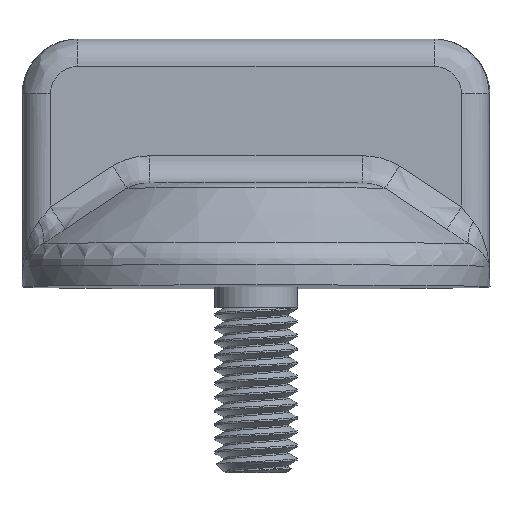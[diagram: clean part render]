
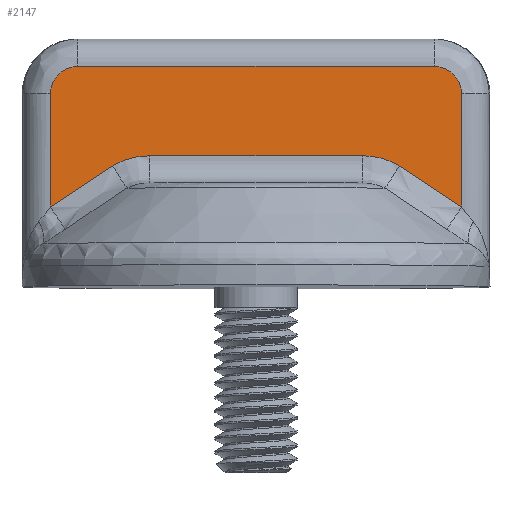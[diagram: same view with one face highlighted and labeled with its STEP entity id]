
A CAD part, left-side view. The second image highlights one B-rep face of the part: STEP entity #2147.
In plain terms, the highlighted planar face has unit normal (-1, 0, 0.009).
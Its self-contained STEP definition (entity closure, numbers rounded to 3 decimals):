
#126=PLANE('',#2277);
#232=B_SPLINE_CURVE_WITH_KNOTS('',3,(#7337,#7338,#7339,#7340),
 .UNSPECIFIED.,.F.,.F.,(4,4),(0.,0.271),
 .UNSPECIFIED.);
#234=B_SPLINE_CURVE_WITH_KNOTS('',3,(#7368,#7369,#7370,#7371),
 .UNSPECIFIED.,.F.,.F.,(4,4),(0.,0.142),
 .UNSPECIFIED.);
#236=B_SPLINE_CURVE_WITH_KNOTS('',3,(#7405,#7406,#7407,#7408),
 .UNSPECIFIED.,.F.,.F.,(4,4),(0.,0.142),.UNSPECIFIED.);
#238=B_SPLINE_CURVE_WITH_KNOTS('',3,(#7436,#7437,#7438,#7439),
 .UNSPECIFIED.,.F.,.F.,(4,4),(0.,0.271),.UNSPECIFIED.);
#243=B_SPLINE_CURVE_WITH_KNOTS('',3,(#7524,#7525,#7526,#7527,#7528),
 .UNSPECIFIED.,.F.,.F.,(4,1,4),(0.,0.09,0.157),
 .UNSPECIFIED.);
#244=B_SPLINE_CURVE_WITH_KNOTS('',3,(#7531,#7532,#7533,#7534,#7535),
 .UNSPECIFIED.,.F.,.F.,(4,1,4),(0.,0.067,
0.157),.UNSPECIFIED.);
#365=FACE_OUTER_BOUND('',#506,.T.);
#506=EDGE_LOOP('',(#1856,#1857,#1858,#1859,#1860,#1861,#1862,#1863,#1864,
#1865));
#716=LINE('',#7377,#816);
#717=LINE('',#7516,#817);
#719=LINE('',#7522,#819);
#720=LINE('',#7530,#820);
#816=VECTOR('',#2568,10.);
#817=VECTOR('',#2577,10.);
#819=VECTOR('',#2583,10.);
#820=VECTOR('',#2584,10.);
#985=VERTEX_POINT('',#7299);
#987=VERTEX_POINT('',#7330);
#989=VERTEX_POINT('',#7361);
#991=VERTEX_POINT('',#7373);
#993=VERTEX_POINT('',#7398);
#995=VERTEX_POINT('',#7429);
#1000=VERTEX_POINT('',#7515);
#1002=VERTEX_POINT('',#7521);
#1003=VERTEX_POINT('',#7523);
#1004=VERTEX_POINT('',#7529);
#1273=EDGE_CURVE('',#985,#987,#232,.T.);
#1276=EDGE_CURVE('',#987,#989,#234,.T.);
#1279=EDGE_CURVE('',#989,#991,#716,.T.);
#1282=EDGE_CURVE('',#991,#993,#236,.T.);
#1285=EDGE_CURVE('',#993,#995,#238,.T.);
#1291=EDGE_CURVE('',#995,#1000,#717,.T.);
#1294=EDGE_CURVE('',#1002,#985,#719,.T.);
#1295=EDGE_CURVE('',#1003,#1002,#243,.T.);
#1296=EDGE_CURVE('',#1004,#1003,#720,.T.);
#1297=EDGE_CURVE('',#1000,#1004,#244,.T.);
#1856=ORIENTED_EDGE('',*,*,#1285,.F.);
#1857=ORIENTED_EDGE('',*,*,#1282,.F.);
#1858=ORIENTED_EDGE('',*,*,#1279,.F.);
#1859=ORIENTED_EDGE('',*,*,#1276,.F.);
#1860=ORIENTED_EDGE('',*,*,#1273,.F.);
#1861=ORIENTED_EDGE('',*,*,#1294,.F.);
#1862=ORIENTED_EDGE('',*,*,#1295,.F.);
#1863=ORIENTED_EDGE('',*,*,#1296,.F.);
#1864=ORIENTED_EDGE('',*,*,#1297,.F.);
#1865=ORIENTED_EDGE('',*,*,#1291,.F.);
#2147=ADVANCED_FACE('',(#365),#126,.T.);
#2277=AXIS2_PLACEMENT_3D('',#7520,#2581,#2582);
#2568=DIRECTION('',(0.,1.,0.));
#2577=DIRECTION('',(0.009,0.,1.));
#2581=DIRECTION('center_axis',(-1.,0.,
0.009));
#2582=DIRECTION('ref_axis',(0.,-1.,0.));
#2583=DIRECTION('',(-0.009,0.,-1.));
#2584=DIRECTION('',(0.,-1.,0.));
#7299=CARTESIAN_POINT('',(15.005,0.268,40.758));
#7330=CARTESIAN_POINT('',(15.018,2.531,42.247));
#7337=CARTESIAN_POINT('Ctrl Pts',(15.005,0.268,40.758));
#7338=CARTESIAN_POINT('Ctrl Pts',(15.009,1.017,41.262));
#7339=CARTESIAN_POINT('Ctrl Pts',(15.014,1.769,41.761));
#7340=CARTESIAN_POINT('Ctrl Pts',(15.018,2.531,42.247));
#7361=CARTESIAN_POINT('',(15.021,3.88,42.619));
#7368=CARTESIAN_POINT('Ctrl Pts',(15.018,2.531,42.247));
#7369=CARTESIAN_POINT('Ctrl Pts',(15.02,2.93,42.5));
#7370=CARTESIAN_POINT('Ctrl Pts',(15.021,3.407,42.619));
#7371=CARTESIAN_POINT('Ctrl Pts',(15.021,3.88,42.619));
#7373=CARTESIAN_POINT('',(15.021,11.6,42.619));
#7377=CARTESIAN_POINT('',(15.021,11.909,42.619));
#7398=CARTESIAN_POINT('',(15.018,12.949,42.247));
#7405=CARTESIAN_POINT('Ctrl Pts',(15.021,11.6,42.619));
#7406=CARTESIAN_POINT('Ctrl Pts',(15.021,12.073,42.619));
#7407=CARTESIAN_POINT('Ctrl Pts',(15.02,12.55,42.5));
#7408=CARTESIAN_POINT('Ctrl Pts',(15.018,12.949,42.247));
#7429=CARTESIAN_POINT('',(15.005,15.212,40.758));
#7436=CARTESIAN_POINT('Ctrl Pts',(15.018,12.949,42.247));
#7437=CARTESIAN_POINT('Ctrl Pts',(15.014,13.71,41.761));
#7438=CARTESIAN_POINT('Ctrl Pts',(15.009,14.463,41.262));
#7439=CARTESIAN_POINT('Ctrl Pts',(15.005,15.212,40.758));
#7515=CARTESIAN_POINT('',(15.041,15.212,44.869));
#7516=CARTESIAN_POINT('',(14.98,15.212,37.869));
#7520=CARTESIAN_POINT('Origin',(14.98,16.079,37.869));
#7521=CARTESIAN_POINT('',(15.041,0.268,44.869));
#7522=CARTESIAN_POINT('',(14.98,0.268,37.869));
#7523=CARTESIAN_POINT('',(15.049,1.272,45.869));
#7524=CARTESIAN_POINT('Ctrl Pts',(15.049,1.272,45.869));
#7525=CARTESIAN_POINT('Ctrl Pts',(15.049,0.972,45.869));
#7526=CARTESIAN_POINT('Ctrl Pts',(15.047,0.452,45.619));
#7527=CARTESIAN_POINT('Ctrl Pts',(15.043,0.268,45.094));
#7528=CARTESIAN_POINT('Ctrl Pts',(15.041,0.268,44.869));
#7529=CARTESIAN_POINT('',(15.049,14.208,45.869));
#7530=CARTESIAN_POINT('',(15.049,11.909,45.869));
#7531=CARTESIAN_POINT('Ctrl Pts',(15.041,15.212,44.869));
#7532=CARTESIAN_POINT('Ctrl Pts',(15.043,15.212,45.094));
#7533=CARTESIAN_POINT('Ctrl Pts',(15.047,15.027,45.619));
#7534=CARTESIAN_POINT('Ctrl Pts',(15.049,14.508,45.869));
#7535=CARTESIAN_POINT('Ctrl Pts',(15.049,14.208,45.869));
